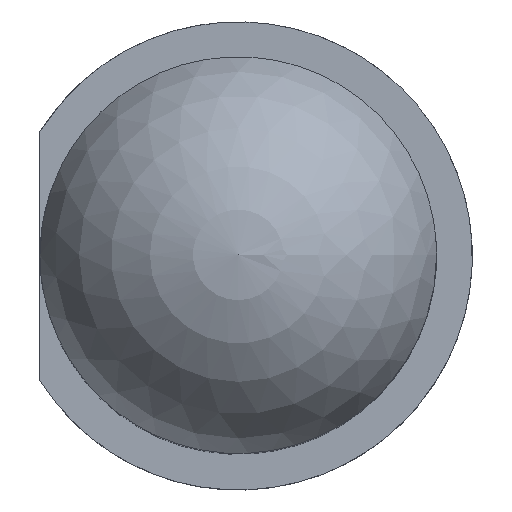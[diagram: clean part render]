
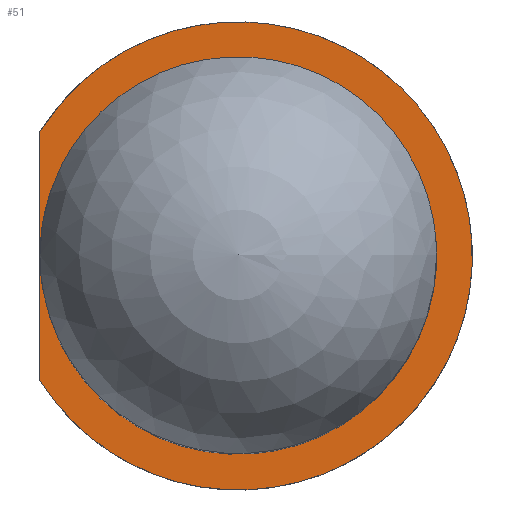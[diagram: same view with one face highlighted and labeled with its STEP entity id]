
A CAD part, top view. The second image highlights one B-rep face of the part: STEP entity #51.
In plain terms, the highlighted planar face has unit normal (0, 0, 1).
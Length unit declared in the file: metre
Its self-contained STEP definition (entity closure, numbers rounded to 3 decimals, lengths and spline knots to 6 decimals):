
#51 = ADVANCED_FACE( '', ( #104 ), #105, .T. );
#104 = FACE_OUTER_BOUND( '', #160, .T. );
#105 = PLANE( '', #161 );
#160 = EDGE_LOOP( '', ( #221, #222, #223 ) );
#161 = AXIS2_PLACEMENT_3D( '', #224, #225, #226 );
#221 = ORIENTED_EDGE( '', *, *, #290, .F. );
#222 = ORIENTED_EDGE( '', *, *, #272, .T. );
#223 = ORIENTED_EDGE( '', *, *, #271, .T. );
#224 = CARTESIAN_POINT( '', ( 0., 0., 0.001102 ) );
#225 = DIRECTION( '', ( 0., 0., 1. ) );
#226 = DIRECTION( '', ( 1., 0., 0. ) );
#271 = EDGE_CURVE( '', #304, #305, #306, .T. );
#272 = EDGE_CURVE( '', #307, #304, #308, .T. );
#290 = EDGE_CURVE( '', #307, #305, #335, .T. );
#304 = VERTEX_POINT( '', #354 );
#305 = VERTEX_POINT( '', #355 );
#306 = B_SPLINE_CURVE_WITH_KNOTS( '', 1, ( #356, #357 ), .UNSPECIFIED., .F., .F., ( 2, 2 ), ( 0., 1. ), .UNSPECIFIED. );
#307 = VERTEX_POINT( '', #358 );
#308 = B_SPLINE_CURVE_WITH_KNOTS( '', 1, ( #359, #360 ), .UNSPECIFIED., .F., .F., ( 2, 2 ), ( 0., 1. ), .UNSPECIFIED. );
#335 = B_SPLINE_CURVE_WITH_KNOTS( '', 3, ( #546, #547, #548, #549, #550, #551, #552, #553, #554, #555, #556, #557, #558, #559, #560, #561, #562, #563, #564, #565, #566, #567, #568, #569, #570, #571, #572, #573, #574, #575, #576, #577, #578, #579 ), .UNSPECIFIED., .F., .F., ( 4, 2, 2, 2, 2, 2, 2, 2, 2, 2, 2, 2, 2, 2, 2, 2, 4 ), ( 0., 0.0625, 0.125, 0.1875, 0.25, 0.3125, 0.375, 0.4375, 0.5, 0.5625, 0.625, 0.6875, 0.75, 0.8125, 0.875, 0.9375, 1. ), .UNSPECIFIED. );
#354 = CARTESIAN_POINT( '', ( -0.0025, 0., 0.001102 ) );
#355 = CARTESIAN_POINT( '', ( -0.0025, -0.001566, 0.001102 ) );
#356 = CARTESIAN_POINT( '', ( -0.0025, 0., 0.001102 ) );
#357 = CARTESIAN_POINT( '', ( -0.0025, -0.001566, 0.001102 ) );
#358 = CARTESIAN_POINT( '', ( -0.0025, 0.001566, 0.001102 ) );
#359 = CARTESIAN_POINT( '', ( -0.0025, 0.001566, 0.001102 ) );
#360 = CARTESIAN_POINT( '', ( -0.0025, 0., 0.001102 ) );
#546 = CARTESIAN_POINT( '', ( -0.0025, 0.001566, 0.001102 ) );
#547 = CARTESIAN_POINT( '', ( -0.002332, 0.001835, 0.001102 ) );
#548 = CARTESIAN_POINT( '', ( -0.002119, 0.002076, 0.001102 ) );
#549 = CARTESIAN_POINT( '', ( -0.001629, 0.00248, 0.001102 ) );
#550 = CARTESIAN_POINT( '', ( -0.001351, 0.002641, 0.001102 ) );
#551 = CARTESIAN_POINT( '', ( -0.000759, 0.002868, 0.001102 ) );
#552 = CARTESIAN_POINT( '', ( -0.000444, 0.002934, 0.001102 ) );
#553 = CARTESIAN_POINT( '', ( 0.00019, 0.002961, 0.001102 ) );
#554 = CARTESIAN_POINT( '', ( 0.00051, 0.002923, 0.001102 ) );
#555 = CARTESIAN_POINT( '', ( 0.00112, 0.002748, 0.001102 ) );
#556 = CARTESIAN_POINT( '', ( 0.00141, 0.00261, 0.001102 ) );
#557 = CARTESIAN_POINT( '', ( 0.001933, 0.002251, 0.001102 ) );
#558 = CARTESIAN_POINT( '', ( 0.002166, 0.002028, 0.001102 ) );
#559 = CARTESIAN_POINT( '', ( 0.002547, 0.001521, 0.001102 ) );
#560 = CARTESIAN_POINT( '', ( 0.002697, 0.001237, 0.001102 ) );
#561 = CARTESIAN_POINT( '', ( 0.002898, 0.000635, 0.001102 ) );
#562 = CARTESIAN_POINT( '', ( 0.00295, 0.000317, 0.001102 ) );
#563 = CARTESIAN_POINT( '', ( 0.00295, -0.000317, 0.001102 ) );
#564 = CARTESIAN_POINT( '', ( 0.002898, -0.000635, 0.001102 ) );
#565 = CARTESIAN_POINT( '', ( 0.002697, -0.001237, 0.001102 ) );
#566 = CARTESIAN_POINT( '', ( 0.002547, -0.001521, 0.001102 ) );
#567 = CARTESIAN_POINT( '', ( 0.002166, -0.002028, 0.001102 ) );
#568 = CARTESIAN_POINT( '', ( 0.001933, -0.002251, 0.001102 ) );
#569 = CARTESIAN_POINT( '', ( 0.00141, -0.00261, 0.001102 ) );
#570 = CARTESIAN_POINT( '', ( 0.00112, -0.002748, 0.001102 ) );
#571 = CARTESIAN_POINT( '', ( 0.00051, -0.002923, 0.001102 ) );
#572 = CARTESIAN_POINT( '', ( 0.00019, -0.002961, 0.001102 ) );
#573 = CARTESIAN_POINT( '', ( -0.000444, -0.002934, 0.001102 ) );
#574 = CARTESIAN_POINT( '', ( -0.000759, -0.002868, 0.001102 ) );
#575 = CARTESIAN_POINT( '', ( -0.001351, -0.002641, 0.001102 ) );
#576 = CARTESIAN_POINT( '', ( -0.001629, -0.00248, 0.001102 ) );
#577 = CARTESIAN_POINT( '', ( -0.002119, -0.002076, 0.001102 ) );
#578 = CARTESIAN_POINT( '', ( -0.002332, -0.001835, 0.001102 ) );
#579 = CARTESIAN_POINT( '', ( -0.0025, -0.001566, 0.001102 ) );
